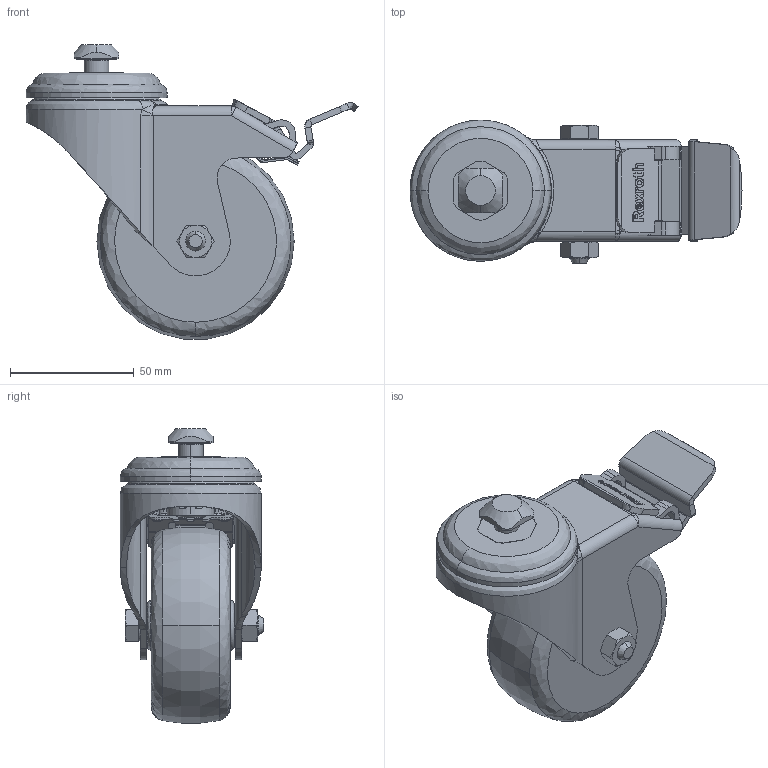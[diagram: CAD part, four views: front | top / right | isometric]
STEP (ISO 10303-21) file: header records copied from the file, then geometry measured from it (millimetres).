
FILE_DESCRIPTION (( 'STEP AP203' ), '1' );
FILE_NAME ('3_842_541_226_Bosch.step', '2024-06-10T08:43:53', ( '' ), ( '' ), 'SwSTEP 2.0', 'SolidWorks 2014', '' );
FILE_SCHEMA (( 'CONFIG_CONTROL_DESIGN' ));
Products named in the file (1): 3_842_541_226_Bosch
Bounding box: 134.11 x 58 x 118.84 mm (x, y, z)
Volume: 225333.8 mm3; surface area: 56633.4 mm2
Topology: 1 solids, 1 shells, 1211 faces, 3215 edges, 1960 vertices
Faces by surface type: cylinder 407, plane 363, bspline 357, cone 45, torus 39
Entity records: 111196 total; most frequent: CARTESIAN_POINT 84371, ORIENTED_EDGE 6322, DIRECTION 4552, EDGE_CURVE 3161, VERTEX_POINT 1960, AXIS2_PLACEMENT_3D 1657, EDGE_LOOP 1243, VECTOR 1238
